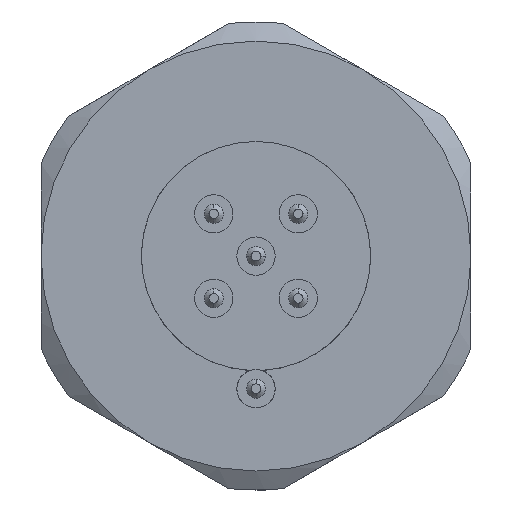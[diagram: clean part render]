
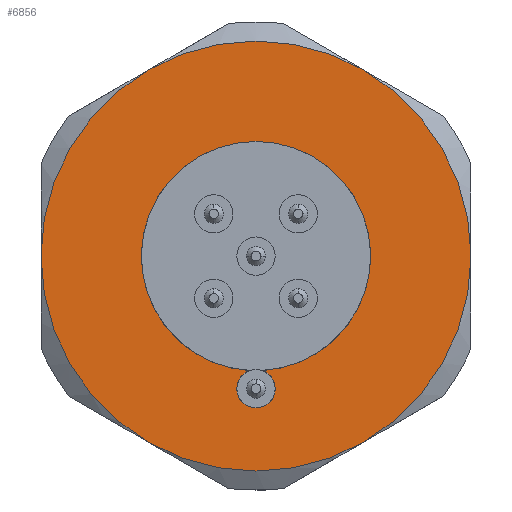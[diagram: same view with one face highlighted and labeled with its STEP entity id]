
A CAD part, left-side view. The second image highlights one B-rep face of the part: STEP entity #6856.
In plain terms, the highlighted planar face has unit normal (-1, 0, 0).
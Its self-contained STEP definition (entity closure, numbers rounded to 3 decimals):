
#17 = CIRCLE ( 'NONE', #2140, 9. ) ;
#316 = DIRECTION ( 'NONE',  ( 0., 0., -1. ) ) ;
#318 = DIRECTION ( 'NONE',  ( -1., 0., 0. ) ) ;
#320 = CIRCLE ( 'NONE', #2051, 4.8 ) ;
#333 = CARTESIAN_POINT ( 'NONE',  ( 0., 0., 0. ) ) ;
#463 = CIRCLE ( 'NONE', #1986, 9. ) ;
#470 = DIRECTION ( 'NONE',  ( 0., 0., 1. ) ) ;
#472 = DIRECTION ( 'NONE',  ( 1., 0., 0. ) ) ;
#481 = CARTESIAN_POINT ( 'NONE',  ( 0., 0., 0. ) ) ;
#519 = CIRCLE ( 'NONE', #2679, 9. ) ;
#869 = EDGE_CURVE ( 'NONE', #3940, #9266, #9219, .T. ) ;
#938 = DIRECTION ( 'NONE',  ( 0., 0., -1. ) ) ;
#994 = AXIS2_PLACEMENT_3D ( 'NONE', #1121, #1912, #1088 ) ;
#1088 = DIRECTION ( 'NONE',  ( 0., 0., 1. ) ) ;
#1106 = PLANE ( 'NONE',  #994 ) ;
#1121 = CARTESIAN_POINT ( 'NONE',  ( 0., 0., 0. ) ) ;
#1648 = DIRECTION ( 'NONE',  ( 0., 0., -1. ) ) ;
#1650 = DIRECTION ( 'NONE',  ( 1., 0., 0. ) ) ;
#1661 = CARTESIAN_POINT ( 'NONE',  ( 0., 0., -5.55 ) ) ;
#1710 = AXIS2_PLACEMENT_3D ( 'NONE', #481, #472, #470 ) ;
#1912 = DIRECTION ( 'NONE',  ( -1., 0., 0. ) ) ;
#1986 = AXIS2_PLACEMENT_3D ( 'NONE', #4139, #4129, #4124 ) ;
#2051 = AXIS2_PLACEMENT_3D ( 'NONE', #4559, #4554, #4543 ) ;
#2140 = AXIS2_PLACEMENT_3D ( 'NONE', #5315, #5306, #5302 ) ;
#2641 = DIRECTION ( 'NONE',  ( 0., 1., 0. ) ) ;
#2655 = DIRECTION ( 'NONE',  ( -1., 0., 0. ) ) ;
#2663 = EDGE_CURVE ( 'NONE', #5817, #4702, #5233, .T. ) ;
#2673 = CARTESIAN_POINT ( 'NONE',  ( 0., 0., 0. ) ) ;
#2679 = AXIS2_PLACEMENT_3D ( 'NONE', #333, #318, #316 ) ;
#2748 = AXIS2_PLACEMENT_3D ( 'NONE', #1661, #1650, #1648 ) ;
#2956 = AXIS2_PLACEMENT_3D ( 'NONE', #6165, #7155, #938 ) ;
#3015 = EDGE_CURVE ( 'NONE', #4702, #8091, #6698, .T. ) ;
#3027 = EDGE_CURVE ( 'NONE', #8846, #8946, #519, .T. ) ;
#3129 = FACE_OUTER_BOUND ( 'NONE', #8284, .T. ) ;
#3216 = FACE_BOUND ( 'NONE', #7913, .T. ) ;
#3940 = VERTEX_POINT ( 'NONE', #7204 ) ;
#4124 = DIRECTION ( 'NONE',  ( 0., 1., 0. ) ) ;
#4129 = DIRECTION ( 'NONE',  ( -1., 0., 0. ) ) ;
#4139 = CARTESIAN_POINT ( 'NONE',  ( 0., 0., 0. ) ) ;
#4198 = CARTESIAN_POINT ( 'NONE',  ( 0., -9., 0. ) ) ;
#4215 = CARTESIAN_POINT ( 'NONE',  ( 0., 0.259, -4.793 ) ) ;
#4438 = VERTEX_POINT ( 'NONE', #5352 ) ;
#4441 = EDGE_CURVE ( 'NONE', #8779, #9353, #17, .T. ) ;
#4543 = DIRECTION ( 'NONE',  ( 0., 0., 1. ) ) ;
#4554 = DIRECTION ( 'NONE',  ( 1., 0., 0. ) ) ;
#4559 = CARTESIAN_POINT ( 'NONE',  ( 0., 0., 0. ) ) ;
#4630 = EDGE_CURVE ( 'NONE', #8091, #4438, #320, .T. ) ;
#4702 = VERTEX_POINT ( 'NONE', #4215 ) ;
#4708 = EDGE_CURVE ( 'NONE', #8946, #3940, #463, .T. ) ;
#4715 = ORIENTED_EDGE ( 'NONE', *, *, #3027, .T. ) ;
#4759 = CARTESIAN_POINT ( 'NONE',  ( 0., -4.5, -7.794 ) ) ;
#4786 = ORIENTED_EDGE ( 'NONE', *, *, #4708, .T. ) ;
#4805 = ORIENTED_EDGE ( 'NONE', *, *, #869, .T. ) ;
#4881 = ORIENTED_EDGE ( 'NONE', *, *, #9064, .T. ) ;
#4894 = ORIENTED_EDGE ( 'NONE', *, *, #4441, .T. ) ;
#4974 = AXIS2_PLACEMENT_3D ( 'NONE', #6092, #6065, #6054 ) ;
#5019 = ORIENTED_EDGE ( 'NONE', *, *, #8456, .T. ) ;
#5098 = ORIENTED_EDGE ( 'NONE', *, *, #3015, .T. ) ;
#5106 = AXIS2_PLACEMENT_3D ( 'NONE', #7139, #7126, #7105 ) ;
#5141 = ORIENTED_EDGE ( 'NONE', *, *, #4630, .T. ) ;
#5161 = ORIENTED_EDGE ( 'NONE', *, *, #8627, .T. ) ;
#5205 = ORIENTED_EDGE ( 'NONE', *, *, #2663, .T. ) ;
#5233 = CIRCLE ( 'NONE', #2748, 0.8 ) ;
#5264 = CARTESIAN_POINT ( 'NONE',  ( 0., 9., 0. ) ) ;
#5302 = DIRECTION ( 'NONE',  ( 0., 1., 0. ) ) ;
#5306 = DIRECTION ( 'NONE',  ( -1., 0., 0. ) ) ;
#5315 = CARTESIAN_POINT ( 'NONE',  ( 0., 0., 0. ) ) ;
#5352 = CARTESIAN_POINT ( 'NONE',  ( 0., -0.259, -4.793 ) ) ;
#5691 = AXIS2_PLACEMENT_3D ( 'NONE', #2673, #2655, #2641 ) ;
#5817 = VERTEX_POINT ( 'NONE', #6230 ) ;
#6054 = DIRECTION ( 'NONE',  ( 0., 0., -1. ) ) ;
#6065 = DIRECTION ( 'NONE',  ( 1., 0., 0. ) ) ;
#6092 = CARTESIAN_POINT ( 'NONE',  ( 0., 0., -5.55 ) ) ;
#6165 = CARTESIAN_POINT ( 'NONE',  ( 0., 0., 0. ) ) ;
#6230 = CARTESIAN_POINT ( 'NONE',  ( 0., 0., -6.35 ) ) ;
#6605 = CIRCLE ( 'NONE', #5106, 9. ) ;
#6698 = CIRCLE ( 'NONE', #1710, 4.8 ) ;
#6807 = CIRCLE ( 'NONE', #4974, 0.8 ) ;
#6856 = ADVANCED_FACE ( 'NONE', ( #3129, #3216 ), #1106, .T. ) ;
#7105 = DIRECTION ( 'NONE',  ( 0., 0., -1. ) ) ;
#7126 = DIRECTION ( 'NONE',  ( -1., 0., 0. ) ) ;
#7139 = CARTESIAN_POINT ( 'NONE',  ( 0., 0., 0. ) ) ;
#7155 = DIRECTION ( 'NONE',  ( -1., 0., 0. ) ) ;
#7204 = CARTESIAN_POINT ( 'NONE',  ( 0., -4.5, 7.794 ) ) ;
#7421 = CIRCLE ( 'NONE', #5691, 9. ) ;
#7913 = EDGE_LOOP ( 'NONE', ( #5098, #5141, #5161, #5205 ) ) ;
#8091 = VERTEX_POINT ( 'NONE', #8904 ) ;
#8284 = EDGE_LOOP ( 'NONE', ( #4715, #4786, #4805, #4881, #4894, #5019 ) ) ;
#8456 = EDGE_CURVE ( 'NONE', #9353, #8846, #6605, .T. ) ;
#8502 = CARTESIAN_POINT ( 'NONE',  ( 0., 4.5, -7.794 ) ) ;
#8627 = EDGE_CURVE ( 'NONE', #4438, #5817, #6807, .T. ) ;
#8779 = VERTEX_POINT ( 'NONE', #5264 ) ;
#8846 = VERTEX_POINT ( 'NONE', #4759 ) ;
#8904 = CARTESIAN_POINT ( 'NONE',  ( 0., 0., 4.8 ) ) ;
#8920 = CARTESIAN_POINT ( 'NONE',  ( 0., 4.5, 7.794 ) ) ;
#8946 = VERTEX_POINT ( 'NONE', #4198 ) ;
#9064 = EDGE_CURVE ( 'NONE', #9266, #8779, #7421, .T. ) ;
#9219 = CIRCLE ( 'NONE', #2956, 9. ) ;
#9266 = VERTEX_POINT ( 'NONE', #8920 ) ;
#9353 = VERTEX_POINT ( 'NONE', #8502 ) ;
